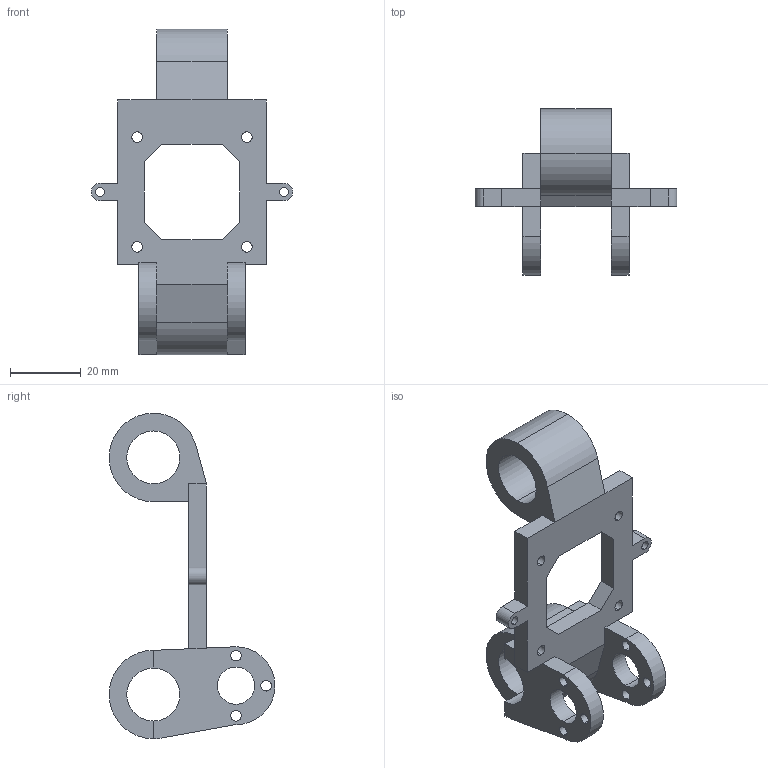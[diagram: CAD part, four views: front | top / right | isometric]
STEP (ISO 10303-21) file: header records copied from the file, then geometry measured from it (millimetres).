
FILE_DESCRIPTION (( 'STEP AP214' ), '1' );
FILE_NAME ('湖謂陬.STEP', '2022-08-23T14:11:49', ( '' ), ( '' ), 'SwSTEP 2.0', 'SolidWorks 2021', '' );
FILE_SCHEMA (( 'AUTOMOTIVE_DESIGN' ));
Length unit declared in the file: millimetre
Products named in the file (1): 湖謂陬
Bounding box: 57 x 46.87 x 92 mm (x, y, z)
Volume: 26397.3 mm3; surface area: 13565.2 mm2
Topology: 1 solids, 1 shells, 85 faces, 239 edges, 154 vertices
Faces by surface type: plane 46, cylinder 39
Entity records: 2849 total; most frequent: DIRECTION 493, CARTESIAN_POINT 479, ORIENTED_EDGE 478, EDGE_CURVE 239, AXIS2_PLACEMENT_3D 168, LINE 157, VECTOR 157, VERTEX_POINT 154
